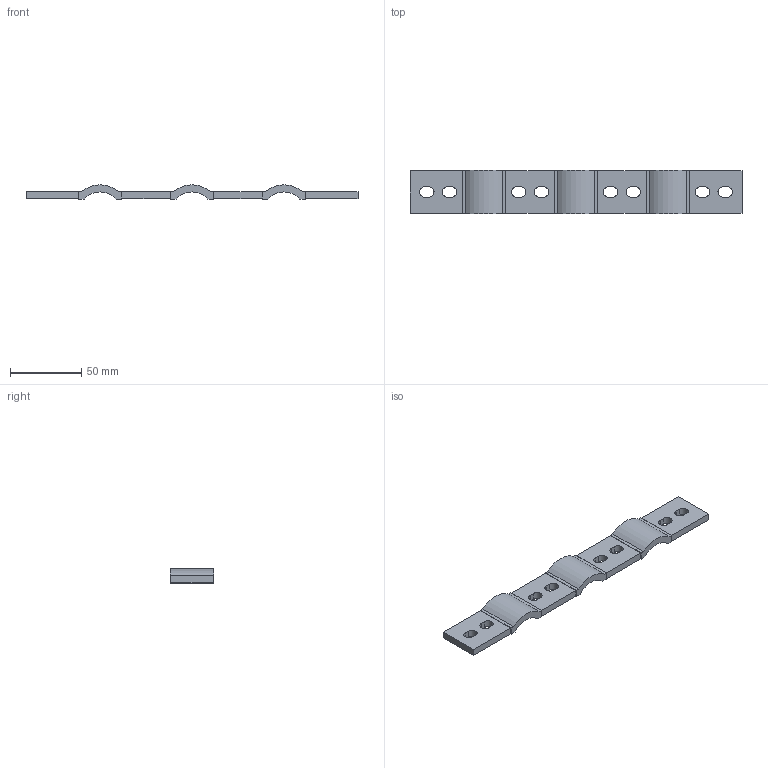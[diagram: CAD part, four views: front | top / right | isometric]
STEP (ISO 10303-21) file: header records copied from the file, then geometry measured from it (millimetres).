
FILE_DESCRIPTION(/* description */ (''),/* implementation_level */ '2;1');
FILE_NAME(/* name */ 'Zellverbinder_4 Zell_5x30.step',/* time_stamp */ '2021-10-19T12:02:08+02:00',/* author */ (''),/* organization */ (''),/* preprocessor_version */ 'ST-DEVELOPER v18.1',/* originating_system */ 'Autodesk Translation Framework v10.10.0.1391',/* authorisation */ '');
FILE_SCHEMA (('AUTOMOTIVE_DESIGN { 1 0 10303 214 3 1 1 }'));
Length unit declared in the file: millimetre
Products named in the file (1): Zellverbinder_4 Zell_5x30
Bounding box: 233 x 30.4 x 10.05 mm (x, y, z)
Volume: 34008.9 mm3; surface area: 17471.1 mm2
Topology: 1 solids, 1 shells, 80 faces, 216 edges, 144 vertices
Faces by surface type: plane 58, cylinder 22
Entity records: 2607 total; most frequent: CARTESIAN_POINT 441, ORIENTED_EDGE 432, DIRECTION 422, EDGE_CURVE 216, LINE 172, VECTOR 172, VERTEX_POINT 144, AXIS2_PLACEMENT_3D 125
